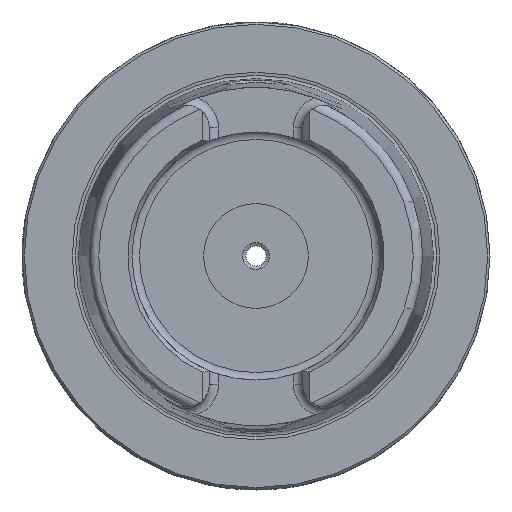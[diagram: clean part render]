
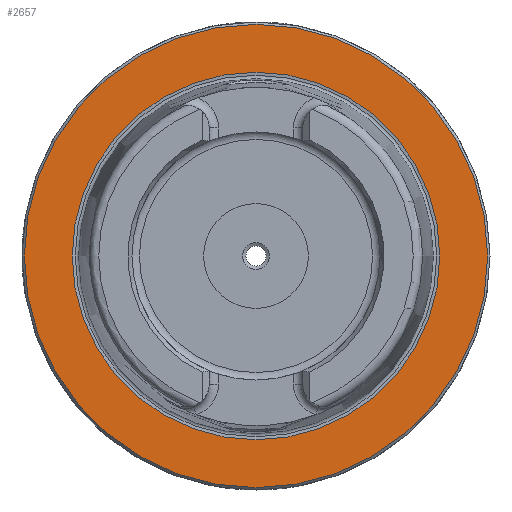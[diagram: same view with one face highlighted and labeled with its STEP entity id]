
A CAD part, left-side view. The second image highlights one B-rep face of the part: STEP entity #2657.
In plain terms, the highlighted planar face has unit normal (-1, 0, 0).
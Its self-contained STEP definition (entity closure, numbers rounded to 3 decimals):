
#103=FACE_BOUND('',#699,.T.);
#139=PLANE('',#3039);
#553=FACE_OUTER_BOUND('',#698,.T.);
#698=EDGE_LOOP('',(#2445,#2446));
#699=EDGE_LOOP('',(#2447,#2448));
#929=CIRCLE('',#3037,39.275);
#930=CIRCLE('',#3038,39.275);
#931=CIRCLE('',#3040,49.5);
#932=CIRCLE('',#3041,49.5);
#1228=VERTEX_POINT('',#5615);
#1229=VERTEX_POINT('',#5617);
#1230=VERTEX_POINT('',#5621);
#1231=VERTEX_POINT('',#5622);
#1640=EDGE_CURVE('',#1229,#1228,#929,.T.);
#1641=EDGE_CURVE('',#1228,#1229,#930,.T.);
#1642=EDGE_CURVE('',#1230,#1231,#931,.T.);
#1643=EDGE_CURVE('',#1231,#1230,#932,.T.);
#2445=ORIENTED_EDGE('',*,*,#1642,.F.);
#2446=ORIENTED_EDGE('',*,*,#1643,.F.);
#2447=ORIENTED_EDGE('',*,*,#1640,.T.);
#2448=ORIENTED_EDGE('',*,*,#1641,.T.);
#2657=ADVANCED_FACE('',(#553,#103),#139,.T.);
#3037=AXIS2_PLACEMENT_3D('',#5618,#3871,#3872);
#3038=AXIS2_PLACEMENT_3D('',#5619,#3873,#3874);
#3039=AXIS2_PLACEMENT_3D('',#5620,#3875,#3876);
#3040=AXIS2_PLACEMENT_3D('',#5623,#3877,#3878);
#3041=AXIS2_PLACEMENT_3D('',#5624,#3879,#3880);
#3871=DIRECTION('center_axis',(1.,0.,0.));
#3872=DIRECTION('ref_axis',(0.,0.,-1.));
#3873=DIRECTION('center_axis',(1.,0.,0.));
#3874=DIRECTION('ref_axis',(0.,0.,-1.));
#3875=DIRECTION('center_axis',(-1.,0.,0.));
#3876=DIRECTION('ref_axis',(0.,0.,1.));
#3877=DIRECTION('center_axis',(1.,0.,0.));
#3878=DIRECTION('ref_axis',(0.,0.,-1.));
#3879=DIRECTION('center_axis',(1.,0.,0.));
#3880=DIRECTION('ref_axis',(0.,0.,-1.));
#5615=CARTESIAN_POINT('',(0.,-39.275,0.));
#5617=CARTESIAN_POINT('',(0.,39.275,0.));
#5618=CARTESIAN_POINT('Origin',(0.,0.,0.));
#5619=CARTESIAN_POINT('Origin',(0.,0.,0.));
#5620=CARTESIAN_POINT('Origin',(0.,49.5,0.));
#5621=CARTESIAN_POINT('',(0.,49.5,0.));
#5622=CARTESIAN_POINT('',(0.,-49.5,0.));
#5623=CARTESIAN_POINT('Origin',(0.,0.,0.));
#5624=CARTESIAN_POINT('Origin',(0.,0.,0.));
